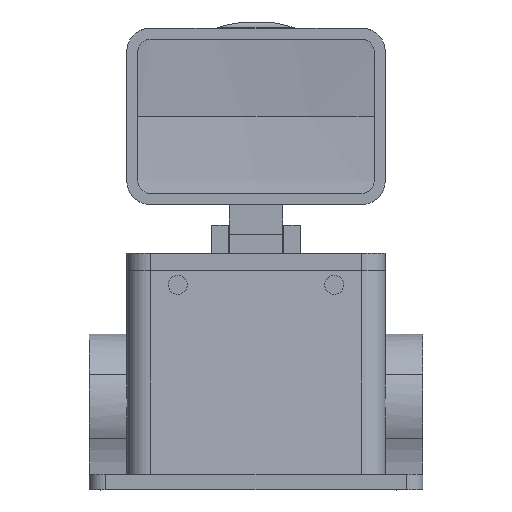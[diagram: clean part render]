
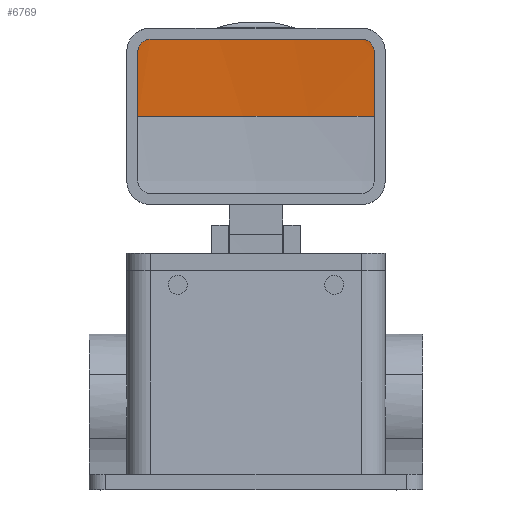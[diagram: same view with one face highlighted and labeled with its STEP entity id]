
A CAD part, left-side view. The second image highlights one B-rep face of the part: STEP entity #6769.
In plain terms, the highlighted face is a revolution surface.
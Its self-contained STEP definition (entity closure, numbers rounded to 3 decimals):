
#6315=CARTESIAN_POINT('Control Point',(83.302,41.09,143.1)) ;
#6316=CARTESIAN_POINT('Control Point',(83.398,45.853,143.1)) ;
#6317=CARTESIAN_POINT('Control Point',(83.447,50.617,143.1)) ;
#6318=CARTESIAN_POINT('Control Point',(83.447,55.383,143.1)) ;
#6319=CARTESIAN_POINT('Control Point',(83.398,60.147,143.1)) ;
#6320=CARTESIAN_POINT('Control Point',(83.302,64.91,143.1)) ;
#6321=CARTESIAN_POINT('Vertex',(83.302,41.09,143.1)) ;
#6323=CARTESIAN_POINT('Vertex',(83.302,64.91,143.1)) ;
#6327=CARTESIAN_POINT('Control Point',(82.467,19.5,143.1)) ;
#6328=CARTESIAN_POINT('Control Point',(82.714,23.814,143.1)) ;
#6329=CARTESIAN_POINT('Control Point',(82.92,28.131,143.1)) ;
#6330=CARTESIAN_POINT('Control Point',(83.087,32.45,143.1)) ;
#6331=CARTESIAN_POINT('Control Point',(83.214,36.77,143.1)) ;
#6332=CARTESIAN_POINT('Control Point',(83.302,41.09,143.1)) ;
#6333=CARTESIAN_POINT('Vertex',(82.467,19.5,143.1)) ;
#6345=CARTESIAN_POINT('Vertex',(82.467,86.5,143.1)) ;
#6349=CARTESIAN_POINT('Control Point',(83.302,64.91,143.1)) ;
#6350=CARTESIAN_POINT('Control Point',(83.214,69.23,143.1)) ;
#6351=CARTESIAN_POINT('Control Point',(83.087,73.55,143.1)) ;
#6352=CARTESIAN_POINT('Control Point',(82.92,77.869,143.1)) ;
#6353=CARTESIAN_POINT('Control Point',(82.714,82.186,143.1)) ;
#6354=CARTESIAN_POINT('Control Point',(82.467,86.5,143.1)) ;
#6373=CARTESIAN_POINT('Control Point',(82.467,19.5,143.1)) ;
#6374=CARTESIAN_POINT('Control Point',(82.422,18.715,143.1)) ;
#6375=CARTESIAN_POINT('Control Point',(82.412,17.927,142.894)) ;
#6376=CARTESIAN_POINT('Control Point',(82.439,17.226,142.483)) ;
#6377=CARTESIAN_POINT('Control Point',(82.496,16.672,141.928)) ;
#6378=CARTESIAN_POINT('Vertex',(82.496,16.672,141.928)) ;
#6399=CARTESIAN_POINT('Control Point',(82.496,16.672,141.928)) ;
#6400=CARTESIAN_POINT('Control Point',(82.553,16.114,141.371)) ;
#6401=CARTESIAN_POINT('Control Point',(82.639,15.705,140.668)) ;
#6402=CARTESIAN_POINT('Control Point',(82.744,15.5,139.883)) ;
#6403=CARTESIAN_POINT('Control Point',(82.857,15.5,139.1)) ;
#6404=CARTESIAN_POINT('Vertex',(82.857,15.5,139.1)) ;
#6432=CARTESIAN_POINT('Control Point',(82.857,15.5,139.1)) ;
#6433=CARTESIAN_POINT('Control Point',(83.441,15.5,135.028)) ;
#6434=CARTESIAN_POINT('Control Point',(83.88,15.5,130.935)) ;
#6435=CARTESIAN_POINT('Control Point',(84.173,15.5,126.828)) ;
#6436=CARTESIAN_POINT('Control Point',(84.32,15.5,122.714)) ;
#6437=CARTESIAN_POINT('Control Point',(84.32,15.5,118.6)) ;
#6438=CARTESIAN_POINT('Vertex',(84.32,15.5,118.6)) ;
#6600=CARTESIAN_POINT('Vertex',(84.32,90.5,118.6)) ;
#6604=CARTESIAN_POINT('Control Point',(84.32,90.5,118.6)) ;
#6605=CARTESIAN_POINT('Control Point',(84.32,90.5,122.714)) ;
#6606=CARTESIAN_POINT('Control Point',(84.173,90.5,126.828)) ;
#6607=CARTESIAN_POINT('Control Point',(83.88,90.5,130.935)) ;
#6608=CARTESIAN_POINT('Control Point',(83.441,90.5,135.028)) ;
#6609=CARTESIAN_POINT('Control Point',(82.857,90.5,139.1)) ;
#6610=CARTESIAN_POINT('Vertex',(82.857,90.5,139.1)) ;
#6632=CARTESIAN_POINT('Control Point',(82.857,90.5,139.1)) ;
#6633=CARTESIAN_POINT('Control Point',(82.744,90.5,139.883)) ;
#6634=CARTESIAN_POINT('Control Point',(82.639,90.295,140.668)) ;
#6635=CARTESIAN_POINT('Control Point',(82.553,89.886,141.371)) ;
#6636=CARTESIAN_POINT('Control Point',(82.496,89.328,141.928)) ;
#6637=CARTESIAN_POINT('Vertex',(82.496,89.328,141.928)) ;
#6658=CARTESIAN_POINT('Control Point',(82.496,89.328,141.928)) ;
#6659=CARTESIAN_POINT('Control Point',(82.439,88.774,142.483)) ;
#6660=CARTESIAN_POINT('Control Point',(82.412,88.073,142.894)) ;
#6661=CARTESIAN_POINT('Control Point',(82.422,87.285,143.1)) ;
#6662=CARTESIAN_POINT('Control Point',(82.467,86.5,143.1)) ;
#6743=CARTESIAN_POINT('Control Point',(84.313,90.617,118.6)) ;
#6744=CARTESIAN_POINT('Control Point',(85.893,65.609,118.6)) ;
#6745=CARTESIAN_POINT('Control Point',(85.895,40.502,118.6)) ;
#6746=CARTESIAN_POINT('Control Point',(84.32,15.494,118.6)) ;
#6747=CARTESIAN_POINT('Axis1P Location',(-60.,53.,118.6)) ;
#6752=CARTESIAN_POINT('Control Point',(84.32,90.5,118.6)) ;
#6753=CARTESIAN_POINT('Control Point',(85.893,65.533,118.6)) ;
#6754=CARTESIAN_POINT('Control Point',(85.893,40.467,118.6)) ;
#6755=CARTESIAN_POINT('Control Point',(84.32,15.5,118.6)) ;
#6748=DIRECTION('Axis1P Direction',(0.,1.,0.)) ;
#6749=AXIS1_PLACEMENT('Revolution Surface Axis1P',#6747,#6748) ;
#6758=ORIENTED_EDGE('',*,*,#6440,.F.) ;
#6759=ORIENTED_EDGE('',*,*,#6406,.F.) ;
#6760=ORIENTED_EDGE('',*,*,#6380,.F.) ;
#6761=ORIENTED_EDGE('',*,*,#6335,.T.) ;
#6762=ORIENTED_EDGE('',*,*,#6325,.T.) ;
#6763=ORIENTED_EDGE('',*,*,#6355,.T.) ;
#6764=ORIENTED_EDGE('',*,*,#6663,.F.) ;
#6765=ORIENTED_EDGE('',*,*,#6639,.F.) ;
#6766=ORIENTED_EDGE('',*,*,#6612,.F.) ;
#6767=ORIENTED_EDGE('',*,*,#6756,.T.) ;
#6769=ADVANCED_FACE('Housing',(#6768),#6750,.T.) ;
#6314=B_SPLINE_CURVE_WITH_KNOTS('',5,(#6315,#6316,#6317,#6318,#6319,#6320),.UNSPECIFIED.,.F.,.U.,(6,6),(0.,33.689),.UNSPECIFIED.) ;
#6326=B_SPLINE_CURVE_WITH_KNOTS('',5,(#6327,#6328,#6329,#6330,#6331,#6332),.UNSPECIFIED.,.F.,.U.,(6,6),(0.,30.557),.UNSPECIFIED.) ;
#6348=B_SPLINE_CURVE_WITH_KNOTS('',5,(#6349,#6350,#6351,#6352,#6353,#6354),.UNSPECIFIED.,.F.,.U.,(6,6),(0.,30.557),.UNSPECIFIED.) ;
#6372=B_SPLINE_CURVE_WITH_KNOTS('',4,(#6373,#6374,#6375,#6376,#6377),.UNSPECIFIED.,.F.,.U.,(5,5),(0.,4.569),.UNSPECIFIED.) ;
#6398=B_SPLINE_CURVE_WITH_KNOTS('',4,(#6399,#6400,#6401,#6402,#6403),.UNSPECIFIED.,.F.,.U.,(5,5),(0.,4.597),.UNSPECIFIED.) ;
#6431=B_SPLINE_CURVE_WITH_KNOTS('',5,(#6432,#6433,#6434,#6435,#6436,#6437),.UNSPECIFIED.,.F.,.U.,(6,6),(0.,29.123),.UNSPECIFIED.) ;
#6603=B_SPLINE_CURVE_WITH_KNOTS('',5,(#6604,#6605,#6606,#6607,#6608,#6609),.UNSPECIFIED.,.F.,.U.,(6,6),(29.123,58.245),.UNSPECIFIED.) ;
#6631=B_SPLINE_CURVE_WITH_KNOTS('',4,(#6632,#6633,#6634,#6635,#6636),.UNSPECIFIED.,.F.,.U.,(5,5),(0.,4.597),.UNSPECIFIED.) ;
#6657=B_SPLINE_CURVE_WITH_KNOTS('',4,(#6658,#6659,#6660,#6661,#6662),.UNSPECIFIED.,.F.,.U.,(5,5),(0.,4.569),.UNSPECIFIED.) ;
#6742=B_SPLINE_CURVE_WITH_KNOTS('',3,(#6743,#6744,#6745,#6746),.UNSPECIFIED.,.F.,.U.,(4,4),(904.615,979.837),.UNSPECIFIED.) ;
#6751=B_SPLINE_CURVE_WITH_KNOTS('',3,(#6752,#6753,#6754,#6755),.UNSPECIFIED.,.F.,.U.,(4,4),(904.732,979.831),.UNSPECIFIED.) ;
#6325=EDGE_CURVE('',#6322,#6324,#6314,.T.) ;
#6335=EDGE_CURVE('',#6334,#6322,#6326,.T.) ;
#6355=EDGE_CURVE('',#6324,#6346,#6348,.T.) ;
#6380=EDGE_CURVE('',#6334,#6379,#6372,.T.) ;
#6406=EDGE_CURVE('',#6379,#6405,#6398,.T.) ;
#6440=EDGE_CURVE('',#6405,#6439,#6431,.T.) ;
#6612=EDGE_CURVE('',#6601,#6611,#6603,.T.) ;
#6639=EDGE_CURVE('',#6611,#6638,#6631,.T.) ;
#6663=EDGE_CURVE('',#6638,#6346,#6657,.T.) ;
#6756=EDGE_CURVE('',#6601,#6439,#6751,.T.) ;
#6757=EDGE_LOOP('',(#6758,#6759,#6760,#6761,#6762,#6763,#6764,#6765,#6766,#6767)) ;
#6768=FACE_OUTER_BOUND('',#6757,.T.) ;
#6750=SURFACE_OF_REVOLUTION('Surface of Revolution',#6742,#6749) ;
#6322=VERTEX_POINT('',#6321) ;
#6324=VERTEX_POINT('',#6323) ;
#6334=VERTEX_POINT('',#6333) ;
#6346=VERTEX_POINT('',#6345) ;
#6379=VERTEX_POINT('',#6378) ;
#6405=VERTEX_POINT('',#6404) ;
#6439=VERTEX_POINT('',#6438) ;
#6601=VERTEX_POINT('',#6600) ;
#6611=VERTEX_POINT('',#6610) ;
#6638=VERTEX_POINT('',#6637) ;
